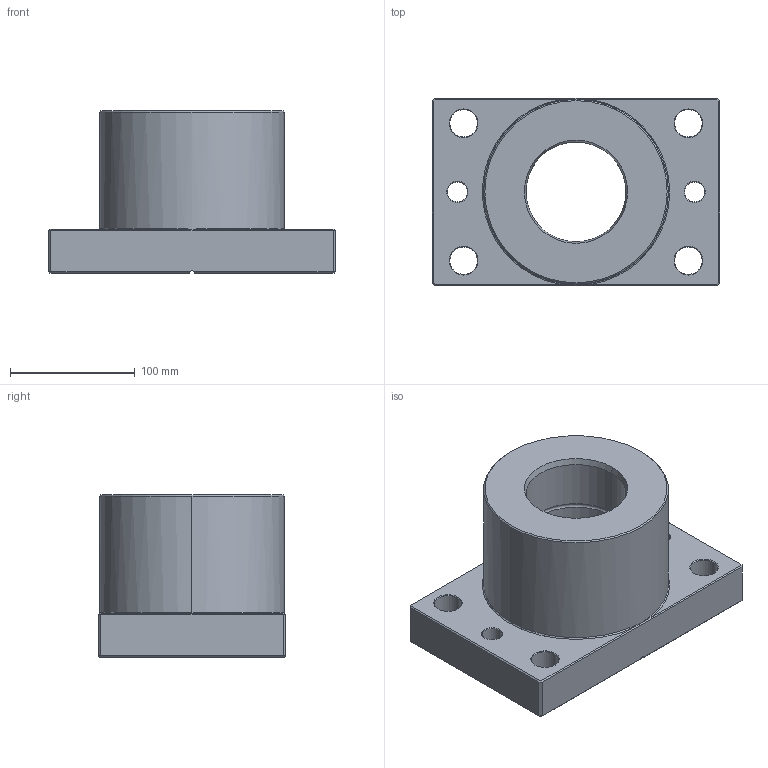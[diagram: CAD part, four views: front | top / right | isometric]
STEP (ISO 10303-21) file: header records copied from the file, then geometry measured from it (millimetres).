
FILE_DESCRIPTION (( 'STEP AP214' ), '1' );
FILE_NAME ('SZBP-D60.step', '2021-09-18T03:21:06', ( 'User' ), ( 'china' ), 'SwSTEP 2.0', 'SolidWorks 2016', '' );
FILE_SCHEMA (( 'AUTOMOTIVE_DESIGN' ));
Length unit declared in the file: millimetre
Products named in the file (1): SZBP-D60
Bounding box: 230 x 150 x 130 mm (x, y, z)
Volume: 2116037.6 mm3; surface area: 170108.8 mm2
Topology: 1 solids, 1 shells, 123 faces, 294 edges, 170 vertices
Faces by surface type: plane 41, cylinder 36, cone 31, torus 11, bspline 4
Entity records: 3711 total; most frequent: CARTESIAN_POINT 792, DIRECTION 639, ORIENTED_EDGE 580, EDGE_CURVE 290, AXIS2_PLACEMENT_3D 241, VERTEX_POINT 170, VECTOR 157, LINE 157
